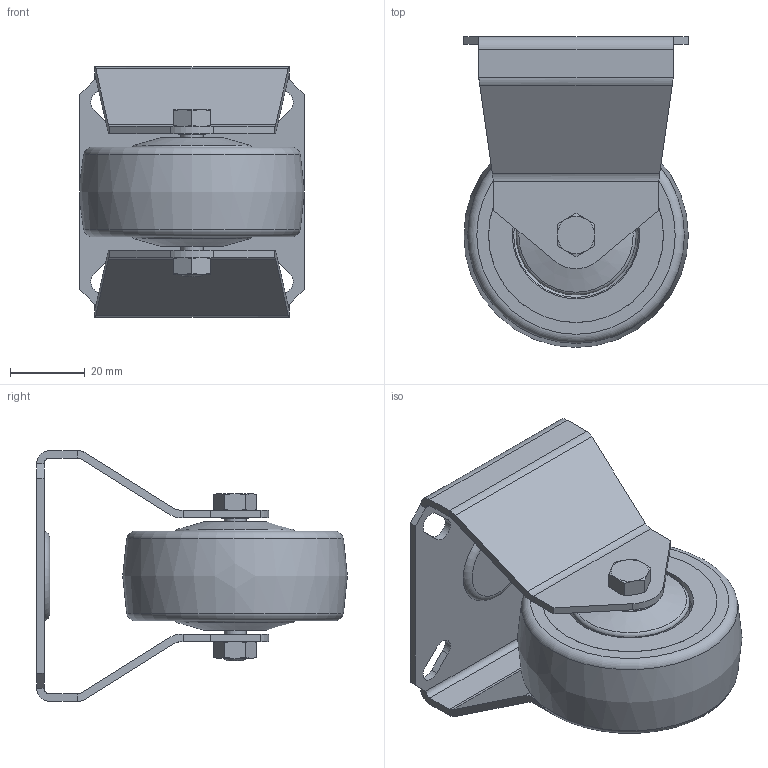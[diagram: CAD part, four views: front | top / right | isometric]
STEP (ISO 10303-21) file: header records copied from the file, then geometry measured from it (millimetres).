
FILE_DESCRIPTION(/* description */ ('RUOTA D.60 FISSA C/P'),/* implementation_level */ '2;1');
FILE_NAME(/* name */ 'CRUST0000177.stp',/* time_stamp */ '2025-02-10T14:39:01+01:00',/* author */ ('tecnico5'),/* organization */ ('CADENAS'),/* preprocessor_version */ 'ST-DEVELOPER v20',/* originating_system */ 'Autodesk Inventor 2022',/* authorisation */ ' ');
FILE_SCHEMA (('AUTOMOTIVE_DESIGN { 1 0 10303 214 3 1 1 }'));
Length unit declared in the file: millimetre
Products named in the file (7): CRUST0000177; 440000025263; 440000025262; 440000025261; 440000025260; 440000025259; 440000025258
Assembly tree (7 placements, depth 2):
  CRUST0000177
    440000025263
    440000025262  x2
    440000025261
    440000025260
    440000025259
    440000025258
Bounding box: 60 x 83 x 67 mm (x, y, z)
Volume: 74531.2 mm3; surface area: 38798.3 mm2
Topology: 7 solids, 7 shells, 189 faces, 421 edges, 263 vertices
Faces by surface type: plane 89, cylinder 48, cone 33, torus 18, bspline 1
Full cylindrical faces by diameter (mm): 4.917 x1, 5.9 x1, 6 x5, 7.9 x1, 8 x3, 10 x1, 31 x2, 32 x2, 34.003 x2, 46.703 x2, 46.743 x2
Entity records: 5344 total; most frequent: CARTESIAN_POINT 968, DIRECTION 904, ORIENTED_EDGE 804, EDGE_CURVE 402, AXIS2_PLACEMENT_3D 359, VERTEX_POINT 252, EDGE_LOOP 214, LINE 186
